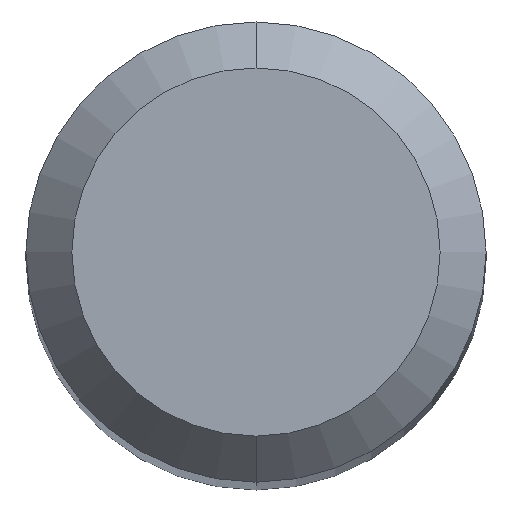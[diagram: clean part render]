
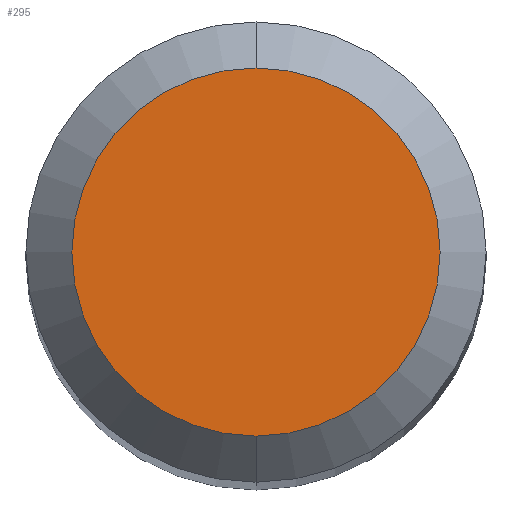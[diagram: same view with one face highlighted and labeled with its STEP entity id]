
A CAD part, top view. The second image highlights one B-rep face of the part: STEP entity #295.
In plain terms, the highlighted planar face has unit normal (0, 0, 1).
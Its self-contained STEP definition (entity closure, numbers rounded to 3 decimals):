
#181=VERTEX_POINT('',#489);
#189=EDGE_CURVE('',#379,#181,#497,.T.);
#295=ADVANCED_FACE('',(#616),#617,.T.);
#309=EDGE_CURVE('',#181,#379,#631,.T.);
#379=VERTEX_POINT('',#708);
#489=CARTESIAN_POINT('',(0.,-1.2,0.0));
#497=CIRCLE('',#843,1.2);
#616=FACE_OUTER_BOUND('',#1063,.T.);
#617=PLANE('',#1064);
#631=CIRCLE('',#1084,1.2);
#708=CARTESIAN_POINT('',(0.0,1.2,0.0));
#843=AXIS2_PLACEMENT_3D('',#1459,#1460,#1461);
#1063=EDGE_LOOP('',(#1598,#1599));
#1064=AXIS2_PLACEMENT_3D('',#1600,#1601,#1602);
#1084=AXIS2_PLACEMENT_3D('',#1613,#1614,#1615);
#1459=CARTESIAN_POINT('',(0.0,0.0,0.0));
#1460=DIRECTION('',(0.0,0.0,-1.0));
#1461=DIRECTION('',(0.0,1.0,0.0));
#1598=ORIENTED_EDGE('',*,*,#189,.F.);
#1599=ORIENTED_EDGE('',*,*,#309,.F.);
#1600=CARTESIAN_POINT('',(0.0,0.6,0.0));
#1601=DIRECTION('',(-0.0,0.0,1.0));
#1602=DIRECTION('',(0.0,-1.0,0.0));
#1613=CARTESIAN_POINT('',(0.0,0.0,0.0));
#1614=DIRECTION('',(0.0,0.0,-1.0));
#1615=DIRECTION('',(0.0,1.0,0.0));
